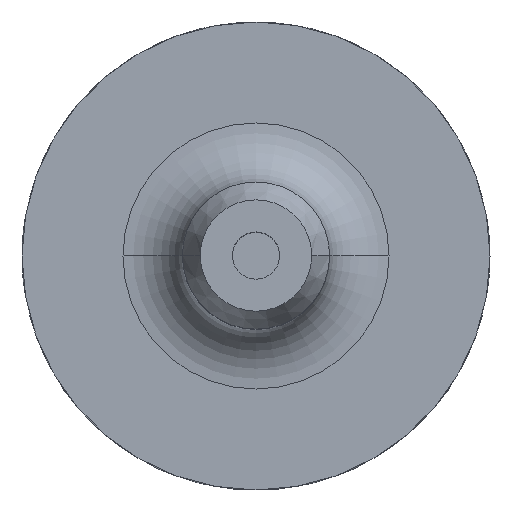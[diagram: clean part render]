
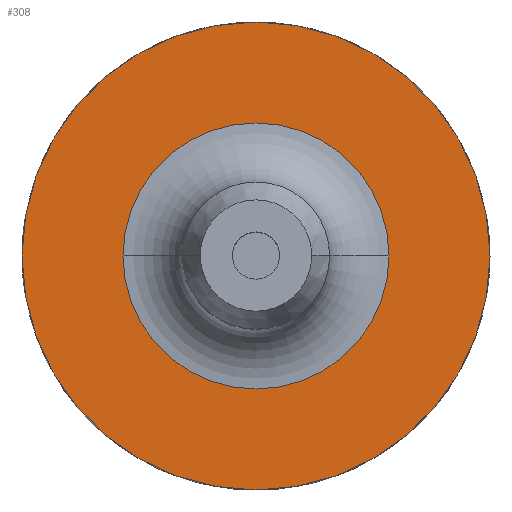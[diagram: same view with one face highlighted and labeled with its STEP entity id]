
A CAD part, top view. The second image highlights one B-rep face of the part: STEP entity #308.
In plain terms, the highlighted planar face has unit normal (0, 0, 1).
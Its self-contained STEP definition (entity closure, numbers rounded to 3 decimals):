
#9 = DIRECTION ( 'NONE',  ( -1., 0., 0. ) ) ;
#179 = CARTESIAN_POINT ( 'NONE',  ( 0., 0., 27. ) ) ;
#221 = ORIENTED_EDGE ( 'NONE', *, *, #1360, .T. ) ;
#290 = CARTESIAN_POINT ( 'NONE',  ( 0., 0., 27. ) ) ;
#308 = ADVANCED_FACE ( 'NONE', ( #397, #1246 ), #612, .F. ) ;
#384 = CARTESIAN_POINT ( 'NONE',  ( 0., 0., 27. ) ) ;
#397 = FACE_BOUND ( 'NONE', #706, .T. ) ;
#409 = VERTEX_POINT ( 'NONE', #972 ) ;
#413 = CIRCLE ( 'NONE', #474, 31.5 ) ;
#468 = ORIENTED_EDGE ( 'NONE', *, *, #1170, .T. ) ;
#474 = AXIS2_PLACEMENT_3D ( 'NONE', #290, #883, #866 ) ;
#476 = VERTEX_POINT ( 'NONE', #991 ) ;
#482 = EDGE_CURVE ( 'NONE', #409, #1527, #413, .T. ) ;
#518 = CIRCLE ( 'NONE', #1245, 31.5 ) ;
#520 = DIRECTION ( 'NONE',  ( 0., 0., -1. ) ) ;
#599 = AXIS2_PLACEMENT_3D ( 'NONE', #1338, #845, #9 ) ;
#612 = PLANE ( 'NONE',  #599 ) ;
#706 = EDGE_LOOP ( 'NONE', ( #468, #221 ) ) ;
#750 = DIRECTION ( 'NONE',  ( -1., 0., 0. ) ) ;
#786 = EDGE_LOOP ( 'NONE', ( #1299, #920 ) ) ;
#811 = AXIS2_PLACEMENT_3D ( 'NONE', #1378, #889, #1370 ) ;
#845 = DIRECTION ( 'NONE',  ( 0., 0., -1. ) ) ;
#866 = DIRECTION ( 'NONE',  ( -1., 0., 0. ) ) ;
#883 = DIRECTION ( 'NONE',  ( 0., 0., -1. ) ) ;
#885 = CIRCLE ( 'NONE', #811, 17.906 ) ;
#889 = DIRECTION ( 'NONE',  ( 0., 0., -1. ) ) ;
#920 = ORIENTED_EDGE ( 'NONE', *, *, #1244, .F. ) ;
#936 = CARTESIAN_POINT ( 'NONE',  ( 31.5, 0., 27. ) ) ;
#972 = CARTESIAN_POINT ( 'NONE',  ( -31.5, 0., 27. ) ) ;
#985 = VERTEX_POINT ( 'NONE', #1251 ) ;
#991 = CARTESIAN_POINT ( 'NONE',  ( 17.906, 0., 27. ) ) ;
#1170 = EDGE_CURVE ( 'NONE', #985, #476, #885, .T. ) ;
#1223 = DIRECTION ( 'NONE',  ( -1., 0., 0. ) ) ;
#1228 = DIRECTION ( 'NONE',  ( 0., 0., -1. ) ) ;
#1244 = EDGE_CURVE ( 'NONE', #1527, #409, #518, .T. ) ;
#1245 = AXIS2_PLACEMENT_3D ( 'NONE', #384, #1228, #1223 ) ;
#1246 = FACE_OUTER_BOUND ( 'NONE', #786, .T. ) ;
#1251 = CARTESIAN_POINT ( 'NONE',  ( -17.906, 0., 27. ) ) ;
#1287 = CIRCLE ( 'NONE', #1559, 17.906 ) ;
#1299 = ORIENTED_EDGE ( 'NONE', *, *, #482, .F. ) ;
#1338 = CARTESIAN_POINT ( 'NONE',  ( 0., 9.906, 27. ) ) ;
#1360 = EDGE_CURVE ( 'NONE', #476, #985, #1287, .T. ) ;
#1370 = DIRECTION ( 'NONE',  ( -1., 0., 0. ) ) ;
#1378 = CARTESIAN_POINT ( 'NONE',  ( 0., 0., 27. ) ) ;
#1527 = VERTEX_POINT ( 'NONE', #936 ) ;
#1559 = AXIS2_PLACEMENT_3D ( 'NONE', #179, #520, #750 ) ;
